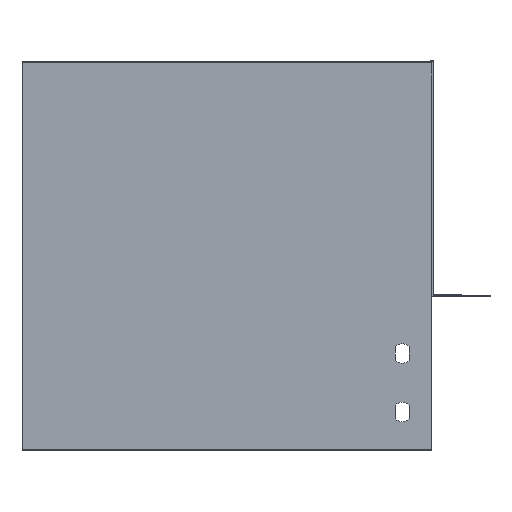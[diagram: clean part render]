
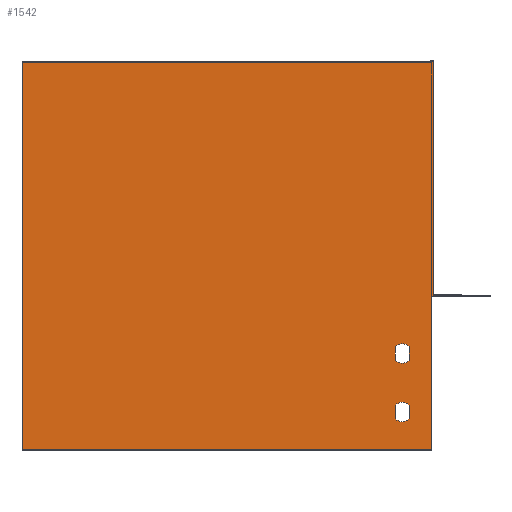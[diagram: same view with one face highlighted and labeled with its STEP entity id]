
A CAD part, left-side view. The second image highlights one B-rep face of the part: STEP entity #1542.
In plain terms, the highlighted planar face has unit normal (-1, 0, 0).
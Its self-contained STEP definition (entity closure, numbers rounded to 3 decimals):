
#15 = CARTESIAN_POINT ( 'NONE',  ( 0., 0., 1. ) ) ;
#16 = DIRECTION ( 'NONE',  ( 0., 0., -1. ) ) ;
#23 = CARTESIAN_POINT ( 'NONE',  ( 0., -30., -120. ) ) ;
#24 = DIRECTION ( 'NONE',  ( 0., 0., 1. ) ) ;
#25 = CARTESIAN_POINT ( 'NONE',  ( 0., 0., -119. ) ) ;
#26 = DIRECTION ( 'NONE',  ( 0., 1., 0. ) ) ;
#27 = CARTESIAN_POINT ( 'NONE',  ( 0., -1., 1. ) ) ;
#28 = DIRECTION ( 'NONE',  ( 0., 0., -1. ) ) ;
#29 = CARTESIAN_POINT ( 'NONE',  ( 0., 210., 1. ) ) ;
#30 = DIRECTION ( 'NONE',  ( 0., -1., 0. ) ) ;
#43 = CARTESIAN_POINT ( 'NONE',  ( 0., 210., -199. ) ) ;
#44 = DIRECTION ( 'NONE',  ( 0., -1., 0. ) ) ;
#126 = CARTESIAN_POINT ( 'NONE',  ( 0., 210., 1. ) ) ;
#127 = DIRECTION ( 'NONE',  ( 0., 0., 1. ) ) ;
#132 = CARTESIAN_POINT ( 'NONE',  ( 0., 18.5, -145.429 ) ) ;
#163 = CARTESIAN_POINT ( 'NONE',  ( 0., 11.5, -145.429 ) ) ;
#177 = DIRECTION ( 'NONE',  ( 0., 0., -1. ) ) ;
#213 = FACE_BOUND ( 'NONE', #1447, .T. ) ;
#218 = FACE_OUTER_BOUND ( 'NONE', #350, .T. ) ;
#220 = FACE_BOUND ( 'NONE', #1445, .T. ) ;
#300 = LINE ( 'NONE', #15, #303 ) ;
#303 = VECTOR ( 'NONE', #16, 1000. ) ;
#308 = LINE ( 'NONE', #23, #311 ) ;
#310 = LINE ( 'NONE', #25, #313 ) ;
#311 = VECTOR ( 'NONE', #24, 1000. ) ;
#312 = LINE ( 'NONE', #27, #315 ) ;
#313 = VECTOR ( 'NONE', #26, 1000. ) ;
#314 = LINE ( 'NONE', #29, #317 ) ;
#315 = VECTOR ( 'NONE', #28, 1000. ) ;
#317 = VECTOR ( 'NONE', #30, 1000. ) ;
#322 = LINE ( 'NONE', #43, #325 ) ;
#325 = VECTOR ( 'NONE', #44, 1000. ) ;
#350 = EDGE_LOOP ( 'NONE', ( #1950, #794, #1043, #906, #907, #791, #793, #796 ) ) ;
#381 = VERTEX_POINT ( 'NONE', #1805 ) ;
#385 = VERTEX_POINT ( 'NONE', #1808 ) ;
#407 = VERTEX_POINT ( 'NONE', #1812 ) ;
#420 = VERTEX_POINT ( 'NONE', #1811 ) ;
#425 = VERTEX_POINT ( 'NONE', #1737 ) ;
#429 = VERTEX_POINT ( 'NONE', #1799 ) ;
#431 = VERTEX_POINT ( 'NONE', #1782 ) ;
#432 = VERTEX_POINT ( 'NONE', #1781 ) ;
#433 = VERTEX_POINT ( 'NONE', #1780 ) ;
#434 = VERTEX_POINT ( 'NONE', #1775 ) ;
#435 = VERTEX_POINT ( 'NONE', #1774 ) ;
#436 = VERTEX_POINT ( 'NONE', #1814 ) ;
#438 = VERTEX_POINT ( 'NONE', #1766 ) ;
#439 = VERTEX_POINT ( 'NONE', #1765 ) ;
#441 = VERTEX_POINT ( 'NONE', #1763 ) ;
#442 = VERTEX_POINT ( 'NONE', #1762 ) ;
#644 = EDGE_CURVE ( 'NONE', #407, #420, #938, .T. ) ;
#650 = EDGE_CURVE ( 'NONE', #431, #425, #926, .T. ) ;
#651 = EDGE_CURVE ( 'NONE', #425, #434, #936, .T. ) ;
#652 = EDGE_CURVE ( 'NONE', #434, #435, #922, .T. ) ;
#654 = EDGE_CURVE ( 'NONE', #435, #431, #924, .T. ) ;
#656 = EDGE_CURVE ( 'NONE', #429, #436, #919, .T. ) ;
#657 = EDGE_CURVE ( 'NONE', #436, #438, #917, .T. ) ;
#658 = EDGE_CURVE ( 'NONE', #438, #439, #913, .T. ) ;
#662 = EDGE_CURVE ( 'NONE', #439, #429, #1657, .T. ) ;
#664 = EDGE_CURVE ( 'NONE', #432, #381, #1654, .T. ) ;
#703 = AXIS2_PLACEMENT_3D ( 'NONE', #1129, #1108, #1104 ) ;
#759 = AXIS2_PLACEMENT_3D ( 'NONE', #1719, #1717, #1715 ) ;
#762 = AXIS2_PLACEMENT_3D ( 'NONE', #1672, #1670, #1714 ) ;
#763 = AXIS2_PLACEMENT_3D ( 'NONE', #1704, #1701, #1699 ) ;
#765 = AXIS2_PLACEMENT_3D ( 'NONE', #1727, #1725, #1723 ) ;
#791 = ORIENTED_EDGE ( 'NONE', *, *, #1593, .F. ) ;
#793 = ORIENTED_EDGE ( 'NONE', *, *, #644, .T. ) ;
#794 = ORIENTED_EDGE ( 'NONE', *, *, #664, .F. ) ;
#796 = ORIENTED_EDGE ( 'NONE', *, *, #1598, .T. ) ;
#835 = ORIENTED_EDGE ( 'NONE', *, *, #650, .T. ) ;
#885 = ORIENTED_EDGE ( 'NONE', *, *, #657, .T. ) ;
#901 = ORIENTED_EDGE ( 'NONE', *, *, #654, .T. ) ;
#906 = ORIENTED_EDGE ( 'NONE', *, *, #1591, .T. ) ;
#907 = ORIENTED_EDGE ( 'NONE', *, *, #1592, .F. ) ;
#913 = LINE ( 'NONE', #1689, #1660 ) ;
#914 = VECTOR ( 'NONE', #1690, 1000. ) ;
#917 = CIRCLE ( 'NONE', #762, 5. ) ;
#919 = LINE ( 'NONE', #1706, #914 ) ;
#920 = VECTOR ( 'NONE', #127, 1000. ) ;
#922 = LINE ( 'NONE', #132, #920 ) ;
#923 = VECTOR ( 'NONE', #1731, 1000. ) ;
#924 = CIRCLE ( 'NONE', #763, 5. ) ;
#926 = LINE ( 'NONE', #163, #923 ) ;
#935 = VECTOR ( 'NONE', #177, 1000. ) ;
#936 = CIRCLE ( 'NONE', #765, 5. ) ;
#938 = LINE ( 'NONE', #126, #935 ) ;
#1043 = ORIENTED_EDGE ( 'NONE', *, *, #1590, .T. ) ;
#1061 = ORIENTED_EDGE ( 'NONE', *, *, #651, .T. ) ;
#1064 = ORIENTED_EDGE ( 'NONE', *, *, #656, .T. ) ;
#1069 = ORIENTED_EDGE ( 'NONE', *, *, #652, .T. ) ;
#1104 = DIRECTION ( 'NONE',  ( 0., 1., 0. ) ) ;
#1108 = DIRECTION ( 'NONE',  ( 1., 0., 0. ) ) ;
#1122 = PLANE ( 'NONE',  #703 ) ;
#1129 = CARTESIAN_POINT ( 'NONE',  ( 0., 210., 1. ) ) ;
#1445 = EDGE_LOOP ( 'NONE', ( #1064, #885, #1957, #1952 ) ) ;
#1447 = EDGE_LOOP ( 'NONE', ( #835, #1061, #1069, #901 ) ) ;
#1542 = ADVANCED_FACE ( 'NONE', ( #213, #220, #218 ), #1122, .F. ) ;
#1586 = EDGE_CURVE ( 'NONE', #381, #385, #300, .T. ) ;
#1590 = EDGE_CURVE ( 'NONE', #432, #441, #308, .T. ) ;
#1591 = EDGE_CURVE ( 'NONE', #441, #442, #310, .T. ) ;
#1592 = EDGE_CURVE ( 'NONE', #433, #442, #312, .T. ) ;
#1593 = EDGE_CURVE ( 'NONE', #407, #433, #314, .T. ) ;
#1598 = EDGE_CURVE ( 'NONE', #420, #385, #322, .T. ) ;
#1649 = VECTOR ( 'NONE', #1712, 1000. ) ;
#1654 = LINE ( 'NONE', #1720, #1649 ) ;
#1657 = CIRCLE ( 'NONE', #759, 5. ) ;
#1660 = VECTOR ( 'NONE', #1697, 1000. ) ;
#1670 = DIRECTION ( 'NONE',  ( 1., 0., 0. ) ) ;
#1672 = CARTESIAN_POINT ( 'NONE',  ( 0., 15., -179. ) ) ;
#1689 = CARTESIAN_POINT ( 'NONE',  ( 0., 18.5, -175.429 ) ) ;
#1690 = DIRECTION ( 'NONE',  ( 0., 0., -1. ) ) ;
#1697 = DIRECTION ( 'NONE',  ( 0., 0., 1. ) ) ;
#1699 = DIRECTION ( 'NONE',  ( 0., 0., -1. ) ) ;
#1701 = DIRECTION ( 'NONE',  ( 1., 0., 0. ) ) ;
#1704 = CARTESIAN_POINT ( 'NONE',  ( 0., 15., -149. ) ) ;
#1706 = CARTESIAN_POINT ( 'NONE',  ( 0., 11.5, -175.429 ) ) ;
#1712 = DIRECTION ( 'NONE',  ( 0., 1., 0. ) ) ;
#1714 = DIRECTION ( 'NONE',  ( 0., 0., -1. ) ) ;
#1715 = DIRECTION ( 'NONE',  ( 0., 0., -1. ) ) ;
#1717 = DIRECTION ( 'NONE',  ( 1., 0., 0. ) ) ;
#1719 = CARTESIAN_POINT ( 'NONE',  ( 0., 15., -179. ) ) ;
#1720 = CARTESIAN_POINT ( 'NONE',  ( 0., 0., -120. ) ) ;
#1723 = DIRECTION ( 'NONE',  ( 0., 0., -1. ) ) ;
#1725 = DIRECTION ( 'NONE',  ( 1., 0., 0. ) ) ;
#1727 = CARTESIAN_POINT ( 'NONE',  ( 0., 15., -149. ) ) ;
#1731 = DIRECTION ( 'NONE',  ( 0., 0., -1. ) ) ;
#1737 = CARTESIAN_POINT ( 'NONE',  ( 0., 11.5, -152.571 ) ) ;
#1762 = CARTESIAN_POINT ( 'NONE',  ( 0., -1., -119. ) ) ;
#1763 = CARTESIAN_POINT ( 'NONE',  ( 0., -30., -119. ) ) ;
#1765 = CARTESIAN_POINT ( 'NONE',  ( 0., 18.5, -175.429 ) ) ;
#1766 = CARTESIAN_POINT ( 'NONE',  ( 0., 18.5, -182.571 ) ) ;
#1774 = CARTESIAN_POINT ( 'NONE',  ( 0., 18.5, -145.429 ) ) ;
#1775 = CARTESIAN_POINT ( 'NONE',  ( 0., 18.5, -152.571 ) ) ;
#1780 = CARTESIAN_POINT ( 'NONE',  ( 0., -1., 1. ) ) ;
#1781 = CARTESIAN_POINT ( 'NONE',  ( 0., -30., -120. ) ) ;
#1782 = CARTESIAN_POINT ( 'NONE',  ( 0., 11.5, -145.429 ) ) ;
#1799 = CARTESIAN_POINT ( 'NONE',  ( 0., 11.5, -175.429 ) ) ;
#1805 = CARTESIAN_POINT ( 'NONE',  ( 0., 0., -120. ) ) ;
#1808 = CARTESIAN_POINT ( 'NONE',  ( 0., 0., -199. ) ) ;
#1811 = CARTESIAN_POINT ( 'NONE',  ( 0., 210., -199. ) ) ;
#1812 = CARTESIAN_POINT ( 'NONE',  ( 0., 210., 1. ) ) ;
#1814 = CARTESIAN_POINT ( 'NONE',  ( 0., 11.5, -182.571 ) ) ;
#1950 = ORIENTED_EDGE ( 'NONE', *, *, #1586, .F. ) ;
#1952 = ORIENTED_EDGE ( 'NONE', *, *, #662, .T. ) ;
#1957 = ORIENTED_EDGE ( 'NONE', *, *, #658, .T. ) ;
